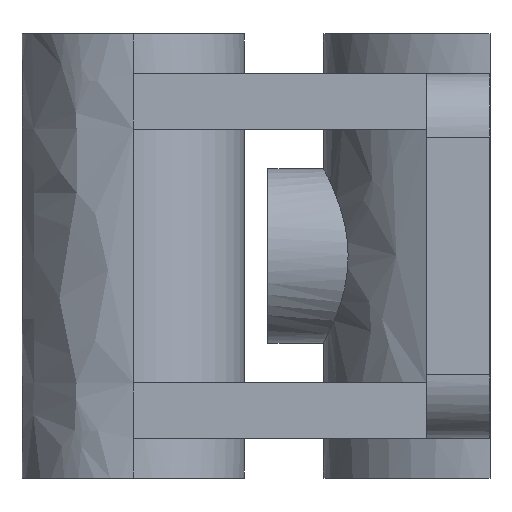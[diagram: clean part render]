
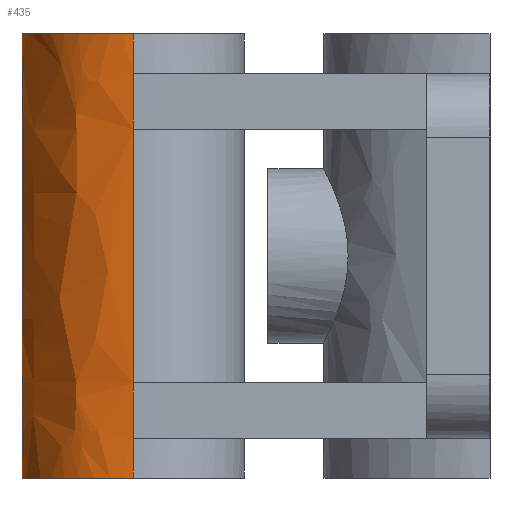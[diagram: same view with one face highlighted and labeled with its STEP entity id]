
A CAD part, left-side view. The second image highlights one B-rep face of the part: STEP entity #435.
In plain terms, the highlighted free-form (B-spline) face has degree [2, 1] with [5, 2] control points.
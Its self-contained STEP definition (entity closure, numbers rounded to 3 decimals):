
#435 = ADVANCED_FACE('',(#436),#560,.T.);
#436 = FACE_BOUND('',#437,.T.);
#437 = EDGE_LOOP('',(#438,#450,#457,#465,#472,#480,#487,#495,#502,#510,
    #517,#527,#534,#541,#548,#555));
#438 = ORIENTED_EDGE('',*,*,#439,.F.);
#439 = EDGE_CURVE('',#440,#442,#444,.T.);
#440 = VERTEX_POINT('',#441);
#441 = CARTESIAN_POINT('',(-26.493,66.232,
    41.211));
#442 = VERTEX_POINT('',#443);
#443 = CARTESIAN_POINT('',(-67.704,66.232,
    41.211));
#444 = ( BOUNDED_CURVE() B_SPLINE_CURVE(2,(#445,#446,#447,#448,#449),
.UNSPECIFIED.,.F.,.F.) B_SPLINE_CURVE_WITH_KNOTS((3,2,3),(0.,
1.571,3.142),.PIECEWISE_BEZIER_KNOTS.) CURVE() 
GEOMETRIC_REPRESENTATION_ITEM() RATIONAL_B_SPLINE_CURVE((1.,
0.707,1.,0.707,1.)) REPRESENTATION_ITEM('') );
#445 = CARTESIAN_POINT('',(-26.493,66.232,
    41.211));
#446 = CARTESIAN_POINT('',(-26.493,86.838,
    41.211));
#447 = CARTESIAN_POINT('',(-47.099,86.838,
    41.211));
#448 = CARTESIAN_POINT('',(-67.704,86.838,
    41.211));
#449 = CARTESIAN_POINT('',(-67.704,66.232,
    41.211));
#450 = ORIENTED_EDGE('',*,*,#451,.T.);
#451 = EDGE_CURVE('',#440,#452,#454,.T.);
#452 = VERTEX_POINT('',#453);
#453 = CARTESIAN_POINT('',(-26.493,66.232,
    33.852));
#454 = B_SPLINE_CURVE_WITH_KNOTS('',1,(#455,#456),.UNSPECIFIED.,.F.,.F.,
  (2,2),(-0.,5.),.PIECEWISE_BEZIER_KNOTS.);
#455 = CARTESIAN_POINT('',(-26.493,66.232,
    41.211));
#456 = CARTESIAN_POINT('',(-26.493,66.232,
    33.852));
#457 = ORIENTED_EDGE('',*,*,#458,.F.);
#458 = EDGE_CURVE('',#459,#452,#461,.T.);
#459 = VERTEX_POINT('',#460);
#460 = CARTESIAN_POINT('',(-35.411,83.203,
    33.852));
#461 = ( BOUNDED_CURVE() B_SPLINE_CURVE(2,(#462,#463,#464),
.UNSPECIFIED.,.F.,.F.) B_SPLINE_CURVE_WITH_KNOTS((3,3),(5.315,
6.283),.PIECEWISE_BEZIER_KNOTS.) CURVE() 
GEOMETRIC_REPRESENTATION_ITEM() RATIONAL_B_SPLINE_CURVE((1.,
0.885,1.)) REPRESENTATION_ITEM('') );
#462 = CARTESIAN_POINT('',(-35.411,83.203,
    33.852));
#463 = CARTESIAN_POINT('',(-26.493,77.061,
    33.852));
#464 = CARTESIAN_POINT('',(-26.493,66.232,
    33.852));
#465 = ORIENTED_EDGE('',*,*,#466,.F.);
#466 = EDGE_CURVE('',#467,#459,#469,.T.);
#467 = VERTEX_POINT('',#468);
#468 = CARTESIAN_POINT('',(-35.411,83.203,
    23.549));
#469 = B_SPLINE_CURVE_WITH_KNOTS('',1,(#470,#471),.UNSPECIFIED.,.F.,.F.,
  (2,2),(0.,7.),.PIECEWISE_BEZIER_KNOTS.);
#470 = CARTESIAN_POINT('',(-35.411,83.203,
    23.549));
#471 = CARTESIAN_POINT('',(-35.411,83.203,
    33.852));
#472 = ORIENTED_EDGE('',*,*,#473,.T.);
#473 = EDGE_CURVE('',#467,#474,#476,.T.);
#474 = VERTEX_POINT('',#475);
#475 = CARTESIAN_POINT('',(-26.493,66.232,
    23.549));
#476 = ( BOUNDED_CURVE() B_SPLINE_CURVE(2,(#477,#478,#479),
.UNSPECIFIED.,.F.,.F.) B_SPLINE_CURVE_WITH_KNOTS((3,3),(5.315,
6.283),.PIECEWISE_BEZIER_KNOTS.) CURVE() 
GEOMETRIC_REPRESENTATION_ITEM() RATIONAL_B_SPLINE_CURVE((1.,
0.885,1.)) REPRESENTATION_ITEM('') );
#477 = CARTESIAN_POINT('',(-35.411,83.203,
    23.549));
#478 = CARTESIAN_POINT('',(-26.493,77.061,
    23.549));
#479 = CARTESIAN_POINT('',(-26.493,66.232,
    23.549));
#480 = ORIENTED_EDGE('',*,*,#481,.T.);
#481 = EDGE_CURVE('',#474,#482,#484,.T.);
#482 = VERTEX_POINT('',#483);
#483 = CARTESIAN_POINT('',(-26.493,66.232,
    -23.549));
#484 = B_SPLINE_CURVE_WITH_KNOTS('',1,(#485,#486),.UNSPECIFIED.,.F.,.F.,
  (2,2),(12.,44.),.PIECEWISE_BEZIER_KNOTS.);
#485 = CARTESIAN_POINT('',(-26.493,66.232,
    23.549));
#486 = CARTESIAN_POINT('',(-26.493,66.232,
    -23.549));
#487 = ORIENTED_EDGE('',*,*,#488,.F.);
#488 = EDGE_CURVE('',#489,#482,#491,.T.);
#489 = VERTEX_POINT('',#490);
#490 = CARTESIAN_POINT('',(-35.411,83.203,
    -23.549));
#491 = ( BOUNDED_CURVE() B_SPLINE_CURVE(2,(#492,#493,#494),
.UNSPECIFIED.,.F.,.F.) B_SPLINE_CURVE_WITH_KNOTS((3,3),(5.315,
6.283),.PIECEWISE_BEZIER_KNOTS.) CURVE() 
GEOMETRIC_REPRESENTATION_ITEM() RATIONAL_B_SPLINE_CURVE((1.,
0.885,1.)) REPRESENTATION_ITEM('') );
#492 = CARTESIAN_POINT('',(-35.411,83.203,
    -23.549));
#493 = CARTESIAN_POINT('',(-26.493,77.061,
    -23.549));
#494 = CARTESIAN_POINT('',(-26.493,66.232,
    -23.549));
#495 = ORIENTED_EDGE('',*,*,#496,.T.);
#496 = EDGE_CURVE('',#489,#497,#499,.T.);
#497 = VERTEX_POINT('',#498);
#498 = CARTESIAN_POINT('',(-35.411,83.203,
    -33.852));
#499 = B_SPLINE_CURVE_WITH_KNOTS('',1,(#500,#501),.UNSPECIFIED.,.F.,.F.,
  (2,2),(0.,7.),.PIECEWISE_BEZIER_KNOTS.);
#500 = CARTESIAN_POINT('',(-35.411,83.203,
    -23.549));
#501 = CARTESIAN_POINT('',(-35.411,83.203,
    -33.852));
#502 = ORIENTED_EDGE('',*,*,#503,.T.);
#503 = EDGE_CURVE('',#497,#504,#506,.T.);
#504 = VERTEX_POINT('',#505);
#505 = CARTESIAN_POINT('',(-26.493,66.232,
    -33.852));
#506 = ( BOUNDED_CURVE() B_SPLINE_CURVE(2,(#507,#508,#509),
.UNSPECIFIED.,.F.,.F.) B_SPLINE_CURVE_WITH_KNOTS((3,3),(5.315,
6.283),.PIECEWISE_BEZIER_KNOTS.) CURVE() 
GEOMETRIC_REPRESENTATION_ITEM() RATIONAL_B_SPLINE_CURVE((1.,
0.885,1.)) REPRESENTATION_ITEM('') );
#507 = CARTESIAN_POINT('',(-35.411,83.203,
    -33.852));
#508 = CARTESIAN_POINT('',(-26.493,77.061,
    -33.852));
#509 = CARTESIAN_POINT('',(-26.493,66.232,
    -33.852));
#510 = ORIENTED_EDGE('',*,*,#511,.T.);
#511 = EDGE_CURVE('',#504,#512,#514,.T.);
#512 = VERTEX_POINT('',#513);
#513 = CARTESIAN_POINT('',(-26.493,66.232,
    -41.211));
#514 = B_SPLINE_CURVE_WITH_KNOTS('',1,(#515,#516),.UNSPECIFIED.,.F.,.F.,
  (2,2),(51.,56.),.PIECEWISE_BEZIER_KNOTS.);
#515 = CARTESIAN_POINT('',(-26.493,66.232,
    -33.852));
#516 = CARTESIAN_POINT('',(-26.493,66.232,
    -41.211));
#517 = ORIENTED_EDGE('',*,*,#518,.T.);
#518 = EDGE_CURVE('',#512,#519,#521,.T.);
#519 = VERTEX_POINT('',#520);
#520 = CARTESIAN_POINT('',(-67.704,66.232,
    -41.211));
#521 = ( BOUNDED_CURVE() B_SPLINE_CURVE(2,(#522,#523,#524,#525,#526),
.UNSPECIFIED.,.F.,.F.) B_SPLINE_CURVE_WITH_KNOTS((3,2,3),(0.,
1.571,3.142),.PIECEWISE_BEZIER_KNOTS.) CURVE() 
GEOMETRIC_REPRESENTATION_ITEM() RATIONAL_B_SPLINE_CURVE((1.,
0.707,1.,0.707,1.)) REPRESENTATION_ITEM('') );
#522 = CARTESIAN_POINT('',(-26.493,66.232,
    -41.211));
#523 = CARTESIAN_POINT('',(-26.493,86.838,
    -41.211));
#524 = CARTESIAN_POINT('',(-47.099,86.838,
    -41.211));
#525 = CARTESIAN_POINT('',(-67.704,86.838,
    -41.211));
#526 = CARTESIAN_POINT('',(-67.704,66.232,
    -41.211));
#527 = ORIENTED_EDGE('',*,*,#528,.F.);
#528 = EDGE_CURVE('',#529,#519,#531,.T.);
#529 = VERTEX_POINT('',#530);
#530 = CARTESIAN_POINT('',(-67.704,66.232,
    -33.852));
#531 = B_SPLINE_CURVE_WITH_KNOTS('',1,(#532,#533),.UNSPECIFIED.,.F.,.F.,
  (2,2),(51.,56.),.PIECEWISE_BEZIER_KNOTS.);
#532 = CARTESIAN_POINT('',(-67.704,66.232,
    -33.852));
#533 = CARTESIAN_POINT('',(-67.704,66.232,
    -41.211));
#534 = ORIENTED_EDGE('',*,*,#535,.F.);
#535 = EDGE_CURVE('',#536,#529,#538,.T.);
#536 = VERTEX_POINT('',#537);
#537 = CARTESIAN_POINT('',(-67.704,66.232,
    -23.549));
#538 = B_SPLINE_CURVE_WITH_KNOTS('',1,(#539,#540),.UNSPECIFIED.,.F.,.F.,
  (2,2),(0.,7.),.PIECEWISE_BEZIER_KNOTS.);
#539 = CARTESIAN_POINT('',(-67.704,66.232,
    -23.549));
#540 = CARTESIAN_POINT('',(-67.704,66.232,
    -33.852));
#541 = ORIENTED_EDGE('',*,*,#542,.F.);
#542 = EDGE_CURVE('',#543,#536,#545,.T.);
#543 = VERTEX_POINT('',#544);
#544 = CARTESIAN_POINT('',(-67.704,66.232,
    23.549));
#545 = B_SPLINE_CURVE_WITH_KNOTS('',1,(#546,#547),.UNSPECIFIED.,.F.,.F.,
  (2,2),(12.,44.),.PIECEWISE_BEZIER_KNOTS.);
#546 = CARTESIAN_POINT('',(-67.704,66.232,
    23.549));
#547 = CARTESIAN_POINT('',(-67.704,66.232,
    -23.549));
#548 = ORIENTED_EDGE('',*,*,#549,.T.);
#549 = EDGE_CURVE('',#543,#550,#552,.T.);
#550 = VERTEX_POINT('',#551);
#551 = CARTESIAN_POINT('',(-67.704,66.232,
    33.852));
#552 = B_SPLINE_CURVE_WITH_KNOTS('',1,(#553,#554),.UNSPECIFIED.,.F.,.F.,
  (2,2),(0.,7.),.PIECEWISE_BEZIER_KNOTS.);
#553 = CARTESIAN_POINT('',(-67.704,66.232,
    23.549));
#554 = CARTESIAN_POINT('',(-67.704,66.232,
    33.852));
#555 = ORIENTED_EDGE('',*,*,#556,.F.);
#556 = EDGE_CURVE('',#442,#550,#557,.T.);
#557 = B_SPLINE_CURVE_WITH_KNOTS('',1,(#558,#559),.UNSPECIFIED.,.F.,.F.,
  (2,2),(-0.,5.),.PIECEWISE_BEZIER_KNOTS.);
#558 = CARTESIAN_POINT('',(-67.704,66.232,
    41.211));
#559 = CARTESIAN_POINT('',(-67.704,66.232,
    33.852));
#560 = ( BOUNDED_SURFACE() B_SPLINE_SURFACE(2,1,(
    (#561,#562)
    ,(#563,#564)
    ,(#565,#566)
    ,(#567,#568)
,(#569,#570
    )),.UNSPECIFIED.,.F.,.F.,.F.) B_SPLINE_SURFACE_WITH_KNOTS((3,2,3),(2
    ,2),(0.,1.571,3.142),(0.,56.),
.PIECEWISE_BEZIER_KNOTS.) GEOMETRIC_REPRESENTATION_ITEM() 
RATIONAL_B_SPLINE_SURFACE((
    (1.,1.)
    ,(0.707,0.707)
    ,(1.,1.)
    ,(0.707,0.707)
,(1.,1.))) REPRESENTATION_ITEM('') SURFACE() );
#561 = CARTESIAN_POINT('',(-67.704,66.232,
    41.211));
#562 = CARTESIAN_POINT('',(-67.704,66.232,
    -41.211));
#563 = CARTESIAN_POINT('',(-67.704,86.838,
    41.211));
#564 = CARTESIAN_POINT('',(-67.704,86.838,
    -41.211));
#565 = CARTESIAN_POINT('',(-47.099,86.838,
    41.211));
#566 = CARTESIAN_POINT('',(-47.099,86.838,
    -41.211));
#567 = CARTESIAN_POINT('',(-26.493,86.838,
    41.211));
#568 = CARTESIAN_POINT('',(-26.493,86.838,
    -41.211));
#569 = CARTESIAN_POINT('',(-26.493,66.232,
    41.211));
#570 = CARTESIAN_POINT('',(-26.493,66.232,
    -41.211));
